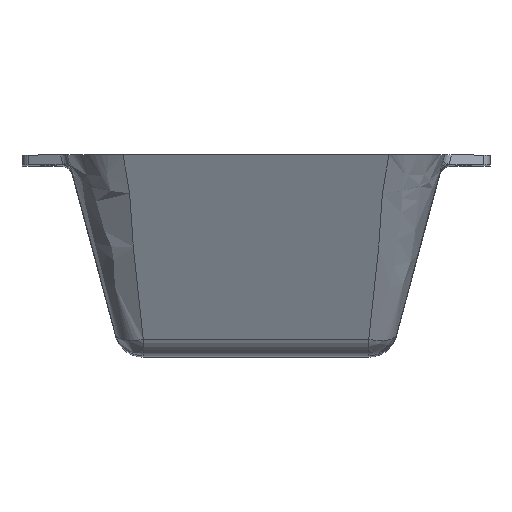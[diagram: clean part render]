
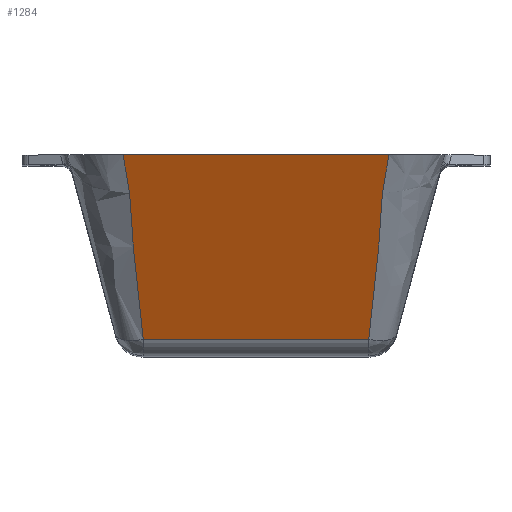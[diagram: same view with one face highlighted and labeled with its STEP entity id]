
A CAD part, top view. The second image highlights one B-rep face of the part: STEP entity #1284.
In plain terms, the highlighted planar face has unit normal (0, -0.423, 0.906).
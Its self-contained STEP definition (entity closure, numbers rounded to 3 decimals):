
#72=B_SPLINE_CURVE_WITH_KNOTS('',3,(#2785,#2786,#2787,#2788,#2789,#2790),
 .UNSPECIFIED.,.F.,.F.,(4,1,1,4),(1.206,3.05,4.895,
7.553),.UNSPECIFIED.);
#73=B_SPLINE_CURVE_WITH_KNOTS('',3,(#2836,#2837,#2838,#2839,#2840,#2841),
 .UNSPECIFIED.,.F.,.F.,(4,1,1,4),(-11.332,-8.674,-6.829,
-4.985),.UNSPECIFIED.);
#120=PLANE('',#1435);
#194=FACE_OUTER_BOUND('',#282,.T.);
#282=EDGE_LOOP('',(#1170,#1171,#1172,#1173));
#343=LINE('',#2355,#423);
#360=LINE('',#2741,#440);
#423=VECTOR('',#1664,10.);
#440=VECTOR('',#1761,10.);
#594=VERTEX_POINT('',#2341);
#595=VERTEX_POINT('',#2354);
#614=VERTEX_POINT('',#2673);
#618=VERTEX_POINT('',#2721);
#751=EDGE_CURVE('',#595,#594,#343,.T.);
#801=EDGE_CURVE('',#614,#618,#360,.T.);
#803=EDGE_CURVE('',#618,#594,#72,.T.);
#806=EDGE_CURVE('',#595,#614,#73,.T.);
#1170=ORIENTED_EDGE('',*,*,#803,.F.);
#1171=ORIENTED_EDGE('',*,*,#801,.F.);
#1172=ORIENTED_EDGE('',*,*,#806,.F.);
#1173=ORIENTED_EDGE('',*,*,#751,.T.);
#1284=ADVANCED_FACE('',(#194),#120,.T.);
#1435=AXIS2_PLACEMENT_3D('',#2850,#1770,#1771);
#1664=DIRECTION('',(-1.,0.,0.));
#1761=DIRECTION('',(-1.,0.,0.));
#1770=DIRECTION('center_axis',(0.,-0.423,0.906));
#1771=DIRECTION('ref_axis',(1.,0.,0.));
#2341=CARTESIAN_POINT('',(-81.689,60.,31.289));
#2354=CARTESIAN_POINT('',(1.689,60.,31.289));
#2355=CARTESIAN_POINT('',(-20.,60.,31.289));
#2673=CARTESIAN_POINT('',(-4.645,2.196,4.334));
#2721=CARTESIAN_POINT('',(-75.355,2.196,4.334));
#2741=CARTESIAN_POINT('',(-20.,2.196,4.334));
#2785=CARTESIAN_POINT('Ctrl Pts',(-75.355,2.196,4.334));
#2786=CARTESIAN_POINT('Ctrl Pts',(-76.627,7.65,6.877));
#2787=CARTESIAN_POINT('Ctrl Pts',(-77.997,18.817,12.085));
#2788=CARTESIAN_POINT('Ctrl Pts',(-78.706,38.393,21.213));
#2789=CARTESIAN_POINT('Ctrl Pts',(-79.798,52.152,27.629));
#2790=CARTESIAN_POINT('Ctrl Pts',(-81.689,60.,31.289));
#2836=CARTESIAN_POINT('Ctrl Pts',(1.689,60.,31.289));
#2837=CARTESIAN_POINT('Ctrl Pts',(-0.202,52.152,27.629));
#2838=CARTESIAN_POINT('Ctrl Pts',(-1.293,38.393,21.213));
#2839=CARTESIAN_POINT('Ctrl Pts',(-2.003,18.816,12.084));
#2840=CARTESIAN_POINT('Ctrl Pts',(-3.373,7.649,6.877));
#2841=CARTESIAN_POINT('Ctrl Pts',(-4.645,2.196,4.334));
#2850=CARTESIAN_POINT('Origin',(0.,-1.268,2.719));
